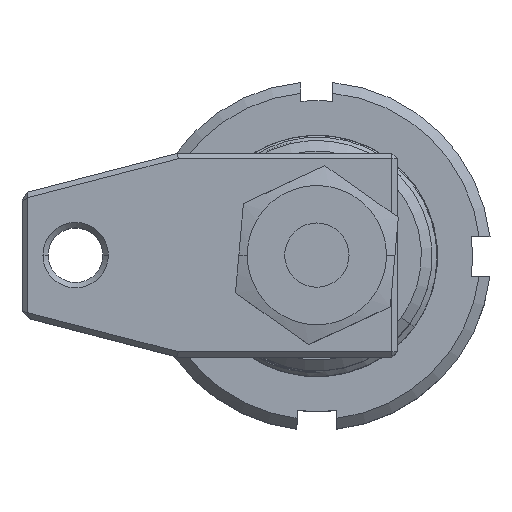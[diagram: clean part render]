
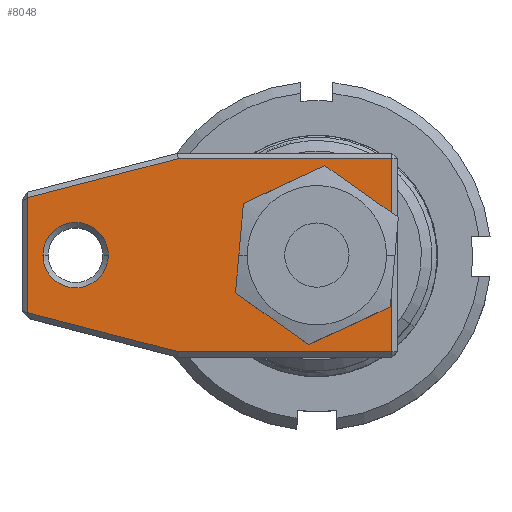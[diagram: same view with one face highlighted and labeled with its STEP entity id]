
A CAD part, top view. The second image highlights one B-rep face of the part: STEP entity #8048.
In plain terms, the highlighted planar face has unit normal (0, 0, 1).
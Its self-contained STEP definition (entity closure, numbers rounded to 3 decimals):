
#100 = EDGE_LOOP ( 'NONE', ( #14282, #1349 ) ) ;
#578 = ORIENTED_EDGE ( 'NONE', *, *, #14015, .T. ) ;
#629 = VECTOR ( 'NONE', #3537, 1000. ) ;
#928 = DIRECTION ( 'NONE',  ( 0., 0., -1. ) ) ;
#982 = VERTEX_POINT ( 'NONE', #13206 ) ;
#1131 = ORIENTED_EDGE ( 'NONE', *, *, #7323, .T. ) ;
#1349 = ORIENTED_EDGE ( 'NONE', *, *, #12412, .F. ) ;
#1497 = EDGE_CURVE ( 'NONE', #2969, #10296, #14468, .T. ) ;
#1635 = CIRCLE ( 'NONE', #8148, 6.1 ) ;
#1704 = FACE_BOUND ( 'NONE', #100, .T. ) ;
#2214 = ORIENTED_EDGE ( 'NONE', *, *, #14072, .T. ) ;
#2420 = CARTESIAN_POINT ( 'NONE',  ( -34., -11.5, 19. ) ) ;
#2421 = CARTESIAN_POINT ( 'NONE',  ( -6., 18., 19. ) ) ;
#2603 = VERTEX_POINT ( 'NONE', #2755 ) ;
#2614 = EDGE_CURVE ( 'NONE', #3143, #11610, #1635, .T. ) ;
#2755 = CARTESIAN_POINT ( 'NONE',  ( 8.5, 0., 19. ) ) ;
#2850 = CARTESIAN_POINT ( 'NONE',  ( -25., 0., 19. ) ) ;
#2879 = CARTESIAN_POINT ( 'NONE',  ( 0., 0., 19. ) ) ;
#2969 = VERTEX_POINT ( 'NONE', #9902 ) ;
#3143 = VERTEX_POINT ( 'NONE', #9140 ) ;
#3201 = AXIS2_PLACEMENT_3D ( 'NONE', #7725, #928, #8885 ) ;
#3344 = DIRECTION ( 'NONE',  ( 0., 0., 1. ) ) ;
#3526 = CARTESIAN_POINT ( 'NONE',  ( 34., -18., 19. ) ) ;
#3537 = DIRECTION ( 'NONE',  ( 0., -1., 0. ) ) ;
#3603 = DIRECTION ( 'NONE',  ( 0., 0., 1. ) ) ;
#3720 = VERTEX_POINT ( 'NONE', #14089 ) ;
#3981 = DIRECTION ( 'NONE',  ( 1., 0., 0. ) ) ;
#4011 = DIRECTION ( 'NONE',  ( 1., 0., 0. ) ) ;
#4338 = EDGE_CURVE ( 'NONE', #3720, #2969, #9543, .T. ) ;
#4345 = FACE_OUTER_BOUND ( 'NONE', #5178, .T. ) ;
#4669 = DIRECTION ( 'NONE',  ( -1., 0., 0. ) ) ;
#5008 = LINE ( 'NONE', #6065, #7673 ) ;
#5113 = DIRECTION ( 'NONE',  ( 0.968, -0.25, 0. ) ) ;
#5178 = EDGE_LOOP ( 'NONE', ( #7235, #7412, #6625, #10927, #578, #1131 ) ) ;
#5222 = DIRECTION ( 'NONE',  ( 0., 1., 0. ) ) ;
#5441 = CARTESIAN_POINT ( 'NONE',  ( -31.1, 0., 19. ) ) ;
#5788 = CIRCLE ( 'NONE', #8695, 11.5 ) ;
#5863 = EDGE_CURVE ( 'NONE', #6359, #2603, #10412, .T. ) ;
#6065 = CARTESIAN_POINT ( 'NONE',  ( 35., -18., 19. ) ) ;
#6234 = CARTESIAN_POINT ( 'NONE',  ( -34.75, 10.532, 19. ) ) ;
#6359 = VERTEX_POINT ( 'NONE', #13203 ) ;
#6625 = ORIENTED_EDGE ( 'NONE', *, *, #12756, .T. ) ;
#6762 = CARTESIAN_POINT ( 'NONE',  ( -34., 10.726, 19. ) ) ;
#6957 = CIRCLE ( 'NONE', #3201, 6.1 ) ;
#7235 = ORIENTED_EDGE ( 'NONE', *, *, #4338, .T. ) ;
#7323 = EDGE_CURVE ( 'NONE', #11082, #3720, #8082, .T. ) ;
#7370 = PLANE ( 'NONE',  #7836 ) ;
#7412 = ORIENTED_EDGE ( 'NONE', *, *, #1497, .T. ) ;
#7617 = CARTESIAN_POINT ( 'NONE',  ( -34., -10.726, 19. ) ) ;
#7673 = VECTOR ( 'NONE', #8359, 1000. ) ;
#7725 = CARTESIAN_POINT ( 'NONE',  ( -25., 0., 19. ) ) ;
#7735 = VECTOR ( 'NONE', #5222, 1000. ) ;
#7836 = AXIS2_PLACEMENT_3D ( 'NONE', #2879, #10844, #4011 ) ;
#8048 = ADVANCED_FACE ( 'NONE', ( #4345, #13078, #1704 ), #7370, .T. ) ;
#8082 = LINE ( 'NONE', #9747, #7735 ) ;
#8148 = AXIS2_PLACEMENT_3D ( 'NONE', #2850, #10805, #3981 ) ;
#8222 = VERTEX_POINT ( 'NONE', #7617 ) ;
#8359 = DIRECTION ( 'NONE',  ( 1., 0., 0. ) ) ;
#8383 = CARTESIAN_POINT ( 'NONE',  ( -5.749, -18.032, 19. ) ) ;
#8538 = DIRECTION ( 'NONE',  ( -0.968, -0.25, 0. ) ) ;
#8695 = AXIS2_PLACEMENT_3D ( 'NONE', #10418, #3603, #11559 ) ;
#8885 = DIRECTION ( 'NONE',  ( 1., 0., 0. ) ) ;
#9140 = CARTESIAN_POINT ( 'NONE',  ( -18.9, 0., 19. ) ) ;
#9187 = VECTOR ( 'NONE', #4669, 1000. ) ;
#9543 = LINE ( 'NONE', #2421, #9187 ) ;
#9702 = LINE ( 'NONE', #2420, #629 ) ;
#9747 = CARTESIAN_POINT ( 'NONE',  ( 34., 19., 19. ) ) ;
#9902 = CARTESIAN_POINT ( 'NONE',  ( -5.872, 18., 19. ) ) ;
#10137 = CARTESIAN_POINT ( 'NONE',  ( 20., 0., 19. ) ) ;
#10296 = VERTEX_POINT ( 'NONE', #6762 ) ;
#10412 = CIRCLE ( 'NONE', #11100, 11.5 ) ;
#10418 = CARTESIAN_POINT ( 'NONE',  ( 20., 0., 19. ) ) ;
#10805 = DIRECTION ( 'NONE',  ( 0., 0., -1. ) ) ;
#10844 = DIRECTION ( 'NONE',  ( 0., 0., 1. ) ) ;
#10927 = ORIENTED_EDGE ( 'NONE', *, *, #13560, .T. ) ;
#10979 = ORIENTED_EDGE ( 'NONE', *, *, #2614, .T. ) ;
#11082 = VERTEX_POINT ( 'NONE', #3526 ) ;
#11095 = VECTOR ( 'NONE', #8538, 1000. ) ;
#11100 = AXIS2_PLACEMENT_3D ( 'NONE', #10137, #3344, #11300 ) ;
#11274 = LINE ( 'NONE', #8383, #13921 ) ;
#11300 = DIRECTION ( 'NONE',  ( 1., 0., 0. ) ) ;
#11559 = DIRECTION ( 'NONE',  ( 1., 0., 0. ) ) ;
#11610 = VERTEX_POINT ( 'NONE', #5441 ) ;
#12412 = EDGE_CURVE ( 'NONE', #2603, #6359, #5788, .T. ) ;
#12756 = EDGE_CURVE ( 'NONE', #10296, #8222, #9702, .T. ) ;
#13078 = FACE_BOUND ( 'NONE', #14681, .T. ) ;
#13203 = CARTESIAN_POINT ( 'NONE',  ( 31.5, 0., 19. ) ) ;
#13206 = CARTESIAN_POINT ( 'NONE',  ( -5.872, -18., 19. ) ) ;
#13560 = EDGE_CURVE ( 'NONE', #8222, #982, #11274, .T. ) ;
#13921 = VECTOR ( 'NONE', #5113, 1000. ) ;
#14015 = EDGE_CURVE ( 'NONE', #982, #11082, #5008, .T. ) ;
#14072 = EDGE_CURVE ( 'NONE', #11610, #3143, #6957, .T. ) ;
#14089 = CARTESIAN_POINT ( 'NONE',  ( 34., 18., 19. ) ) ;
#14282 = ORIENTED_EDGE ( 'NONE', *, *, #5863, .F. ) ;
#14468 = LINE ( 'NONE', #6234, #11095 ) ;
#14681 = EDGE_LOOP ( 'NONE', ( #10979, #2214 ) ) ;
